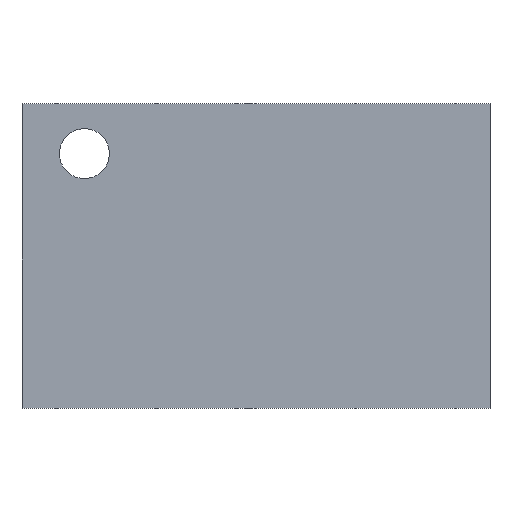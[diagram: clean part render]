
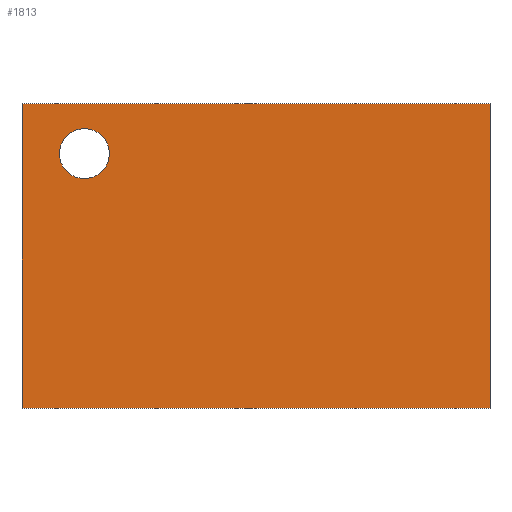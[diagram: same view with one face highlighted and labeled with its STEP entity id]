
A CAD part, top view. The second image highlights one B-rep face of the part: STEP entity #1813.
In plain terms, the highlighted planar face has unit normal (0, 0, 1).
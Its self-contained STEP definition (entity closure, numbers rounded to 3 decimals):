
#46 = EDGE_CURVE ( 'NONE', #909, #866, #1274, .T. ) ;
#111 = EDGE_CURVE ( 'NONE', #849, #271, #1780, .T. ) ;
#165 = VECTOR ( 'NONE', #276, 1000. ) ;
#172 = AXIS2_PLACEMENT_3D ( 'NONE', #1230, #587, #1099 ) ;
#199 = DIRECTION ( 'NONE',  ( -1., 0., 0. ) ) ;
#255 = EDGE_LOOP ( 'NONE', ( #1775, #1347, #321, #539 ) ) ;
#271 = VERTEX_POINT ( 'NONE', #2006 ) ;
#276 = DIRECTION ( 'NONE',  ( 0., -1., 0. ) ) ;
#317 = LINE ( 'NONE', #1165, #764 ) ;
#321 = ORIENTED_EDGE ( 'NONE', *, *, #46, .T. ) ;
#421 = CARTESIAN_POINT ( 'NONE',  ( -375., -244., 12. ) ) ;
#511 = CARTESIAN_POINT ( 'NONE',  ( 375., 244., 12. ) ) ;
#539 = ORIENTED_EDGE ( 'NONE', *, *, #1314, .T. ) ;
#587 = DIRECTION ( 'NONE',  ( 0., 0., -1. ) ) ;
#601 = DIRECTION ( 'NONE',  ( 0., 0., -1. ) ) ;
#615 = AXIS2_PLACEMENT_3D ( 'NONE', #1009, #1691, #842 ) ;
#619 = ORIENTED_EDGE ( 'NONE', *, *, #111, .T. ) ;
#682 = FACE_OUTER_BOUND ( 'NONE', #255, .T. ) ;
#715 = EDGE_LOOP ( 'NONE', ( #619, #1611 ) ) ;
#733 = DIRECTION ( 'NONE',  ( 1., 0., 0. ) ) ;
#764 = VECTOR ( 'NONE', #199, 1000. ) ;
#831 = VECTOR ( 'NONE', #1341, 1000. ) ;
#842 = DIRECTION ( 'NONE',  ( -1., 0., 0. ) ) ;
#849 = VERTEX_POINT ( 'NONE', #1762 ) ;
#866 = VERTEX_POINT ( 'NONE', #421 ) ;
#909 = VERTEX_POINT ( 'NONE', #1279 ) ;
#923 = VERTEX_POINT ( 'NONE', #1593 ) ;
#989 = CARTESIAN_POINT ( 'NONE',  ( 375., -244., 12. ) ) ;
#1009 = CARTESIAN_POINT ( 'NONE',  ( 0., 0., 12. ) ) ;
#1070 = LINE ( 'NONE', #1248, #1150 ) ;
#1098 = EDGE_CURVE ( 'NONE', #923, #2011, #1160, .T. ) ;
#1099 = DIRECTION ( 'NONE',  ( -1., 0., 0. ) ) ;
#1150 = VECTOR ( 'NONE', #733, 1000. ) ;
#1160 = LINE ( 'NONE', #989, #831 ) ;
#1165 = CARTESIAN_POINT ( 'NONE',  ( -375., 244., 12. ) ) ;
#1230 = CARTESIAN_POINT ( 'NONE',  ( -275., 164., 12. ) ) ;
#1248 = CARTESIAN_POINT ( 'NONE',  ( -375., -244., 12. ) ) ;
#1274 = LINE ( 'NONE', #1309, #165 ) ;
#1279 = CARTESIAN_POINT ( 'NONE',  ( -375., 244., 12. ) ) ;
#1309 = CARTESIAN_POINT ( 'NONE',  ( -375., -244., 12. ) ) ;
#1314 = EDGE_CURVE ( 'NONE', #866, #923, #1070, .T. ) ;
#1341 = DIRECTION ( 'NONE',  ( 0., 1., 0. ) ) ;
#1347 = ORIENTED_EDGE ( 'NONE', *, *, #1413, .T. ) ;
#1358 = PLANE ( 'NONE',  #615 ) ;
#1378 = EDGE_CURVE ( 'NONE', #271, #849, #1439, .T. ) ;
#1397 = AXIS2_PLACEMENT_3D ( 'NONE', #1624, #601, #1777 ) ;
#1413 = EDGE_CURVE ( 'NONE', #2011, #909, #317, .T. ) ;
#1439 = CIRCLE ( 'NONE', #172, 40. ) ;
#1593 = CARTESIAN_POINT ( 'NONE',  ( 375., -244., 12. ) ) ;
#1611 = ORIENTED_EDGE ( 'NONE', *, *, #1378, .T. ) ;
#1624 = CARTESIAN_POINT ( 'NONE',  ( -275., 164., 12. ) ) ;
#1691 = DIRECTION ( 'NONE',  ( 0., 0., -1. ) ) ;
#1762 = CARTESIAN_POINT ( 'NONE',  ( -315., 164., 12. ) ) ;
#1775 = ORIENTED_EDGE ( 'NONE', *, *, #1098, .T. ) ;
#1777 = DIRECTION ( 'NONE',  ( -1., 0., 0. ) ) ;
#1780 = CIRCLE ( 'NONE', #1397, 40. ) ;
#1813 = ADVANCED_FACE ( 'NONE', ( #1854, #682 ), #1358, .F. ) ;
#1854 = FACE_BOUND ( 'NONE', #715, .T. ) ;
#2006 = CARTESIAN_POINT ( 'NONE',  ( -235., 164., 12. ) ) ;
#2011 = VERTEX_POINT ( 'NONE', #511 ) ;
